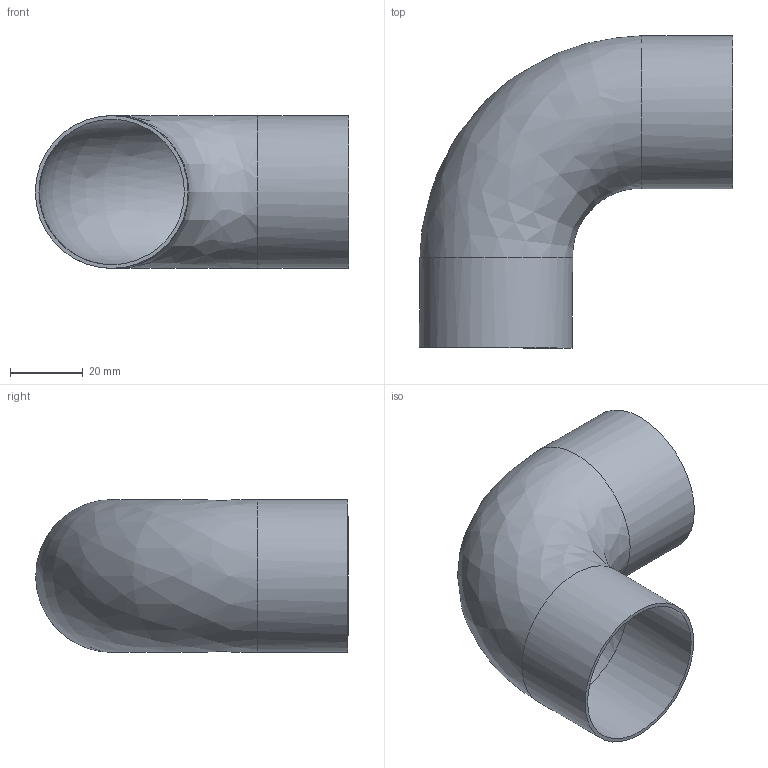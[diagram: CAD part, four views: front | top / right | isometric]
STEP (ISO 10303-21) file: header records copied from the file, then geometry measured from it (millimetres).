
FILE_DESCRIPTION(/* description */ (''),/* implementation_level */ '2;1');
FILE_NAME(/* name */ '2167_Cosch_Edelstahltechnik.stp',/* time_stamp */ '2018-11-17T18:20:26+01:00',/* author */ (''),/* organization */ (''),/* preprocessor_version */ 'ST-DEVELOPER v16',/* originating_system */ 'SIEMENS PLM Software NX 11.0',/* authorisation */ '');
FILE_SCHEMA (('AUTOMOTIVE_DESIGN { 1 0 10303 214 3 1 1 1 }'));
Length unit declared in the file: millimetre
Products named in the file (1): Goge239860DCck8g
Bounding box: 86.15 x 85.88 x 42 mm (x, y, z)
Volume: 14453.7 mm3; surface area: 29212.8 mm2
Topology: 1 solids, 1 shells, 8 faces, 16 edges, 11 vertices
Faces by surface type: cylinder 4, bspline 2, plane 2
Full cylindrical faces by diameter (mm): 40 x2, 42 x2
Entity records: 1343 total; most frequent: CARTESIAN_POINT 1168, DIRECTION 24, FACE_BOUND 16, EDGE_LOOP 16, ORIENTED_EDGE 16, AXIS2_PLACEMENT_3D 12, ADVANCED_FACE 8, VERTEX_POINT 8
